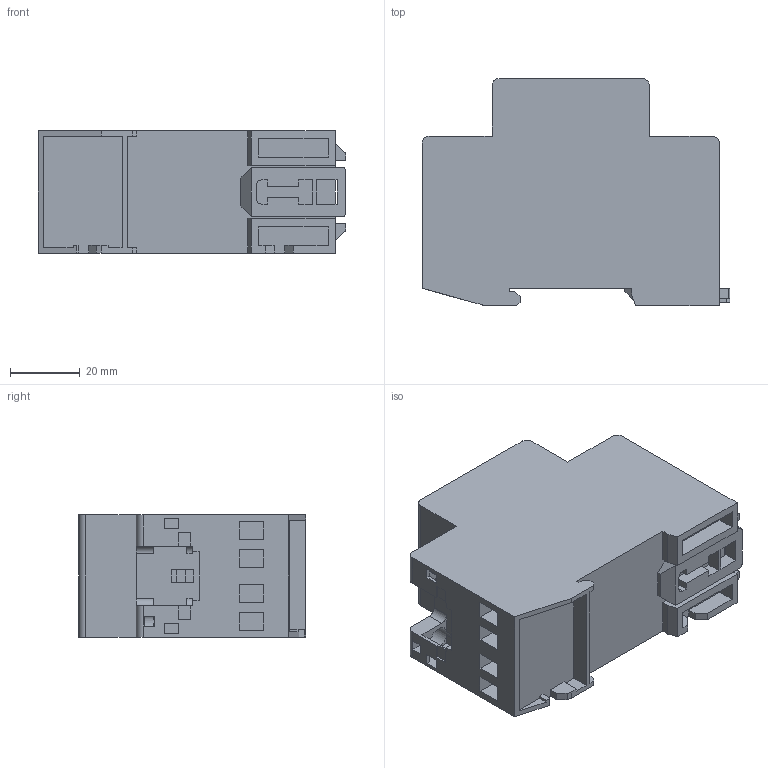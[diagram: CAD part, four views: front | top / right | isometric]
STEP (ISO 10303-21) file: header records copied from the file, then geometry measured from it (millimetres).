
FILE_DESCRIPTION( ( 'Unknown' ), '1' );
FILE_NAME( 'R25.stp', 'Unknown', ( 'Unknown' ), ( 'Unknown' ), 'PSStep 14.0', 'Unknown', ' ' );
FILE_SCHEMA( ( 'AUTOMOTIVE_DESIGN { 1 0 10303 214 1 1 1 1 }' ) );
Length unit declared in the file: millimetre
Products named in the file (11): Assem1; R25; Szybka_R25; Tampon_LOGO_ETIMAT10; R25-31
Assembly tree (10 placements, depth 2):
  Assem1
    R25
    R25
    R25
    R25
    R25
    Szybka_R25
    Tampon_LOGO_ETIMAT10
    R25-31
    R25-31
    R25-31
Bounding box: 88 x 65.1 x 35 mm (x, y, z)
Volume: 143120.1 mm3; surface area: 28259.1 mm2
Topology: 10 solids, 10 shells, 562 faces, 1547 edges, 1026 vertices
Faces by surface type: plane 455, cylinder 71, bspline 24, extrusion 8, torus 4
Full cylindrical faces by diameter (mm): 4 x2, 4.5 x2, 5 x12, 5.5 x8, 6.6 x4
Entity records: 22806 total; most frequent: CARTESIAN_POINT 4043, ORIENTED_EDGE 2982, DIRECTION 2711, EDGE_CURVE 1491, VECTOR 1241, LINE 1233, VERTEX_POINT 1004, AXIS2_PLACEMENT_3D 735
